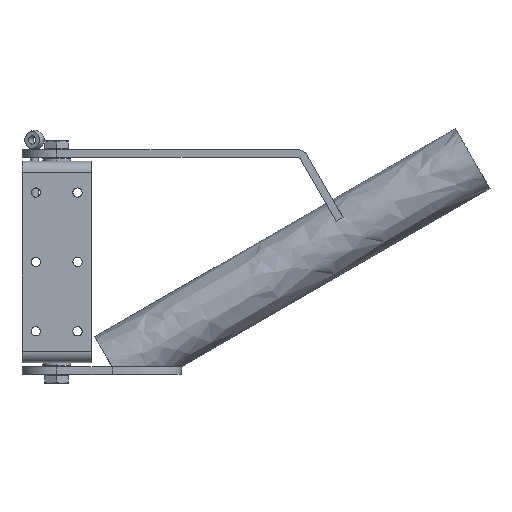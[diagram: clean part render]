
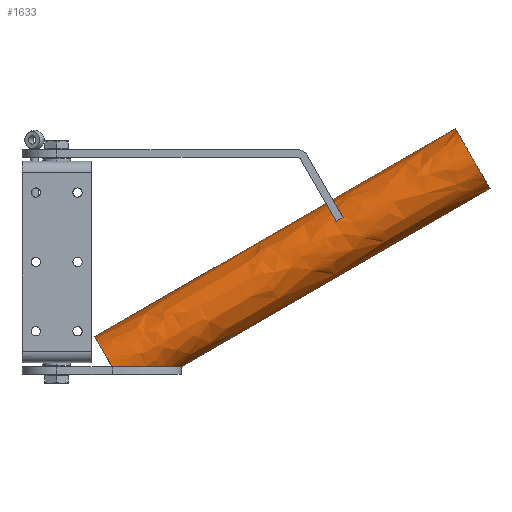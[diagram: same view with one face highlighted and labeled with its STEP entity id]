
A CAD part, top view. The second image highlights one B-rep face of the part: STEP entity #1633.
In plain terms, the highlighted free-form (B-spline) face has degree [2, 1] with [5, 2] control points.
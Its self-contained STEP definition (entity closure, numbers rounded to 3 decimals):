
#1633 = ADVANCED_FACE('',(#1634),#1677,.T.);
#1634 = FACE_BOUND('',#1635,.T.);
#1635 = EDGE_LOOP('',(#1636,#1648,#1655,#1663,#1672));
#1636 = ORIENTED_EDGE('',*,*,#1637,.T.);
#1637 = EDGE_CURVE('',#1638,#1640,#1642,.T.);
#1638 = VERTEX_POINT('',#1639);
#1639 = CARTESIAN_POINT('',(285.711,111.015,
    -50.316));
#1640 = VERTEX_POINT('',#1641);
#1641 = CARTESIAN_POINT('',(262.84,150.629,
    -50.316));
#1642 = ( BOUNDED_CURVE() B_SPLINE_CURVE(2,(#1643,#1644,#1645,#1646,
#1647),.UNSPECIFIED.,.F.,.F.) B_SPLINE_CURVE_WITH_KNOTS((3,2,3),(0.,
1.571,3.142),.PIECEWISE_BEZIER_KNOTS.) CURVE() 
GEOMETRIC_REPRESENTATION_ITEM() RATIONAL_B_SPLINE_CURVE((1.,
0.707,1.,0.707,1.)) REPRESENTATION_ITEM('') );
#1643 = CARTESIAN_POINT('',(285.711,111.015,
    -50.316));
#1644 = CARTESIAN_POINT('',(285.711,111.015,
    -27.445));
#1645 = CARTESIAN_POINT('',(274.276,130.822,
    -27.445));
#1646 = CARTESIAN_POINT('',(262.84,150.629,
    -27.445));
#1647 = CARTESIAN_POINT('',(262.84,150.629,
    -50.316));
#1648 = ORIENTED_EDGE('',*,*,#1649,.T.);
#1649 = EDGE_CURVE('',#1640,#1650,#1652,.T.);
#1650 = VERTEX_POINT('',#1651);
#1651 = CARTESIAN_POINT('',(25.158,13.403,
    -50.316));
#1652 = B_SPLINE_CURVE_WITH_KNOTS('',1,(#1653,#1654),.UNSPECIFIED.,.F.,
  .F.,(2,2),(0.,300.),.PIECEWISE_BEZIER_KNOTS.);
#1653 = CARTESIAN_POINT('',(262.84,150.629,
    -50.316));
#1654 = CARTESIAN_POINT('',(25.158,13.403,
    -50.316));
#1655 = ORIENTED_EDGE('',*,*,#1656,.F.);
#1656 = EDGE_CURVE('',#1657,#1650,#1659,.T.);
#1657 = VERTEX_POINT('',#1658);
#1658 = CARTESIAN_POINT('',(36.594,-6.404,
    -27.445));
#1659 = ( BOUNDED_CURVE() B_SPLINE_CURVE(2,(#1660,#1661,#1662),
.UNSPECIFIED.,.F.,.F.) B_SPLINE_CURVE_WITH_KNOTS((3,3),(1.571,
3.142),.PIECEWISE_BEZIER_KNOTS.) CURVE() 
GEOMETRIC_REPRESENTATION_ITEM() RATIONAL_B_SPLINE_CURVE((1.,
0.707,1.)) REPRESENTATION_ITEM('') );
#1660 = CARTESIAN_POINT('',(36.594,-6.404,
    -27.445));
#1661 = CARTESIAN_POINT('',(25.158,13.403,
    -27.445));
#1662 = CARTESIAN_POINT('',(25.158,13.403,
    -50.316));
#1663 = ORIENTED_EDGE('',*,*,#1664,.F.);
#1664 = EDGE_CURVE('',#1665,#1657,#1667,.T.);
#1665 = VERTEX_POINT('',#1666);
#1666 = CARTESIAN_POINT('',(82.335,-6.404,
    -50.316));
#1667 = ( BOUNDED_CURVE() B_SPLINE_CURVE(3,(#1668,#1669,#1670,#1671),
.UNSPECIFIED.,.F.,.F.) B_SPLINE_CURVE_WITH_KNOTS((4,4),(3.142,
4.712),.PIECEWISE_BEZIER_KNOTS.) CURVE() 
GEOMETRIC_REPRESENTATION_ITEM() RATIONAL_B_SPLINE_CURVE((1.,
0.805,0.805,1.)) REPRESENTATION_ITEM('') );
#1668 = CARTESIAN_POINT('',(82.335,-6.404,
    -50.316));
#1669 = CARTESIAN_POINT('',(82.335,-6.404,
    -36.919));
#1670 = CARTESIAN_POINT('',(63.389,-6.404,
    -27.445));
#1671 = CARTESIAN_POINT('',(36.594,-6.404,
    -27.445));
#1672 = ORIENTED_EDGE('',*,*,#1673,.F.);
#1673 = EDGE_CURVE('',#1638,#1665,#1674,.T.);
#1674 = B_SPLINE_CURVE_WITH_KNOTS('',1,(#1675,#1676),.UNSPECIFIED.,.F.,
  .F.,(2,2),(0.,256.699),.PIECEWISE_BEZIER_KNOTS.);
#1675 = CARTESIAN_POINT('',(285.711,111.015,
    -50.316));
#1676 = CARTESIAN_POINT('',(82.335,-6.404,
    -50.316));
#1677 = ( BOUNDED_SURFACE() B_SPLINE_SURFACE(2,1,(
    (#1678,#1679)
    ,(#1680,#1681)
    ,(#1682,#1683)
    ,(#1684,#1685)
    ,(#1686,#1687
)),.UNSPECIFIED.,.F.,.F.,.F.) B_SPLINE_SURFACE_WITH_KNOTS((3,2,3),(2,2),
  (0.,1.571,3.142),(0.,300.),
.PIECEWISE_BEZIER_KNOTS.) GEOMETRIC_REPRESENTATION_ITEM() 
RATIONAL_B_SPLINE_SURFACE((
    (1.,1.)
    ,(0.707,0.707)
    ,(1.,1.)
    ,(0.707,0.707)
,(1.,1.))) REPRESENTATION_ITEM('') SURFACE() );
#1678 = CARTESIAN_POINT('',(285.711,111.015,
    -50.316));
#1679 = CARTESIAN_POINT('',(48.029,-26.211,
    -50.316));
#1680 = CARTESIAN_POINT('',(285.711,111.015,
    -27.445));
#1681 = CARTESIAN_POINT('',(48.029,-26.211,
    -27.445));
#1682 = CARTESIAN_POINT('',(274.276,130.822,
    -27.445));
#1683 = CARTESIAN_POINT('',(36.594,-6.404,
    -27.445));
#1684 = CARTESIAN_POINT('',(262.84,150.629,
    -27.445));
#1685 = CARTESIAN_POINT('',(25.158,13.403,
    -27.445));
#1686 = CARTESIAN_POINT('',(262.84,150.629,
    -50.316));
#1687 = CARTESIAN_POINT('',(25.158,13.403,
    -50.316));
